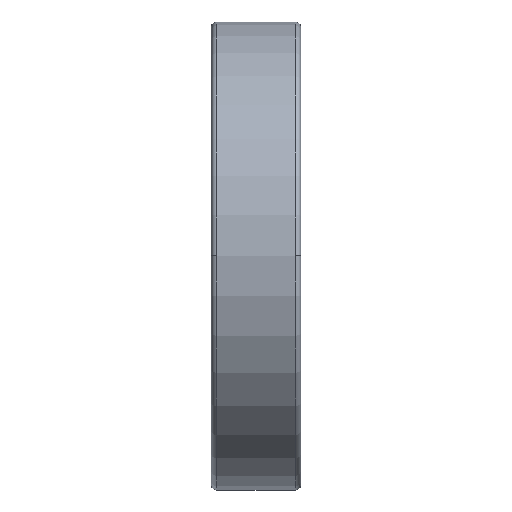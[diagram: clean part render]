
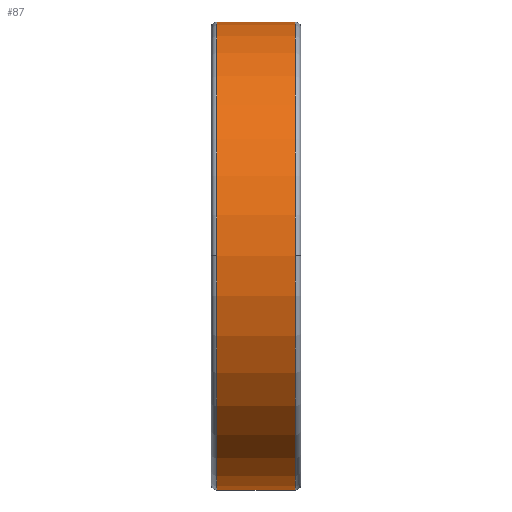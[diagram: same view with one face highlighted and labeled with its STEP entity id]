
A CAD part, top view. The second image highlights one B-rep face of the part: STEP entity #87.
In plain terms, the highlighted cylindrical face has radius 60 mm (diameter 120 mm), a partial arc.
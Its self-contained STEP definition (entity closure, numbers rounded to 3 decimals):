
#87=ADVANCED_FACE('',(#241),#242,.T.);
#241=FACE_OUTER_BOUND('',#563,.T.);
#242=CYLINDRICAL_SURFACE('',#564,60.0);
#563=EDGE_LOOP('',(#939,#940,#941,#942,#943,#944));
#564=AXIS2_PLACEMENT_3D('',#945,#946,#947);
#939=ORIENTED_EDGE('',*,*,#1967,.F.);
#940=ORIENTED_EDGE('',*,*,#1968,.T.);
#941=ORIENTED_EDGE('',*,*,#1969,.T.);
#942=ORIENTED_EDGE('',*,*,#1970,.F.);
#943=ORIENTED_EDGE('',*,*,#1971,.F.);
#944=ORIENTED_EDGE('',*,*,#1964,.F.);
#945=CARTESIAN_POINT('',(11.5,0.0,0.0));
#946=DIRECTION('',(-1.0,0.0,0.0));
#947=DIRECTION('',(0.0,1.0,0.0));
#1964=EDGE_CURVE('',#2304,#2306,#2307,.T.);
#1967=EDGE_CURVE('',#2311,#2304,#2312,.T.);
#1968=EDGE_CURVE('',#2311,#2313,#2314,.T.);
#1969=EDGE_CURVE('',#2313,#2315,#2316,.T.);
#1970=EDGE_CURVE('',#2317,#2315,#2318,.T.);
#1971=EDGE_CURVE('',#2306,#2317,#2319,.T.);
#2304=VERTEX_POINT('',#2828);
#2306=VERTEX_POINT('',#2830);
#2307=CIRCLE('',#2831,60.0);
#2311=VERTEX_POINT('',#2835);
#2312=LINE('',#2836,#2837);
#2313=VERTEX_POINT('',#2838);
#2314=CIRCLE('',#2839,60.0);
#2315=VERTEX_POINT('',#2840);
#2316=CIRCLE('',#2841,60.0);
#2317=VERTEX_POINT('',#2842);
#2318=LINE('',#2843,#2844);
#2319=CIRCLE('',#2845,60.0);
#2828=CARTESIAN_POINT('',(21.5,60.0,0.0));
#2830=CARTESIAN_POINT('',(21.5,0.,60.0));
#2831=AXIS2_PLACEMENT_3D('',#4190,#4191,#4192);
#2835=CARTESIAN_POINT('',(1.5,60.0,0.0));
#2836=CARTESIAN_POINT('',(11.5,60.0,0.));
#2837=VECTOR('',#4199,1.0);
#2838=CARTESIAN_POINT('',(1.5,0.,60.0));
#2839=AXIS2_PLACEMENT_3D('',#4200,#4201,#4202);
#2840=CARTESIAN_POINT('',(1.5,-60.0,0.));
#2841=AXIS2_PLACEMENT_3D('',#4203,#4204,#4205);
#2842=CARTESIAN_POINT('',(21.5,-60.0,0.));
#2843=CARTESIAN_POINT('',(11.5,-60.0,0.));
#2844=VECTOR('',#4206,1.0);
#2845=AXIS2_PLACEMENT_3D('',#4207,#4208,#4209);
#4190=CARTESIAN_POINT('',(21.5,0.0,0.0));
#4191=DIRECTION('',(1.0,0.0,0.0));
#4192=DIRECTION('',(0.0,1.0,0.0));
#4199=DIRECTION('',(1.0,0.0,0.0));
#4200=CARTESIAN_POINT('',(1.5,0.0,0.0));
#4201=DIRECTION('',(1.0,0.0,0.0));
#4202=DIRECTION('',(0.0,1.0,0.0));
#4203=CARTESIAN_POINT('',(1.5,0.0,0.0));
#4204=DIRECTION('',(1.0,0.0,0.0));
#4205=DIRECTION('',(0.0,1.0,0.0));
#4206=DIRECTION('',(-1.0,-0.0,-0.0));
#4207=CARTESIAN_POINT('',(21.5,0.0,0.0));
#4208=DIRECTION('',(1.0,0.0,0.0));
#4209=DIRECTION('',(0.0,1.0,0.0));
